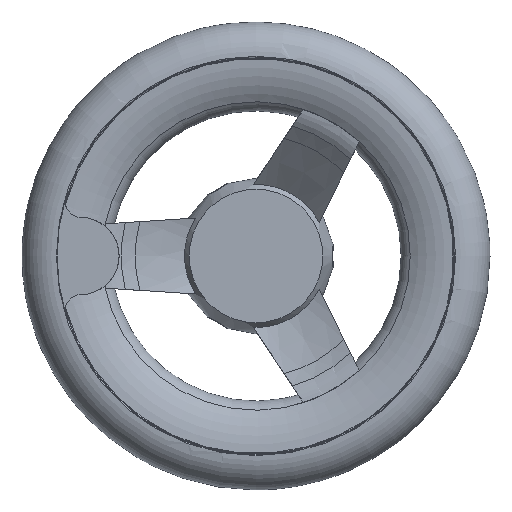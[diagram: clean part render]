
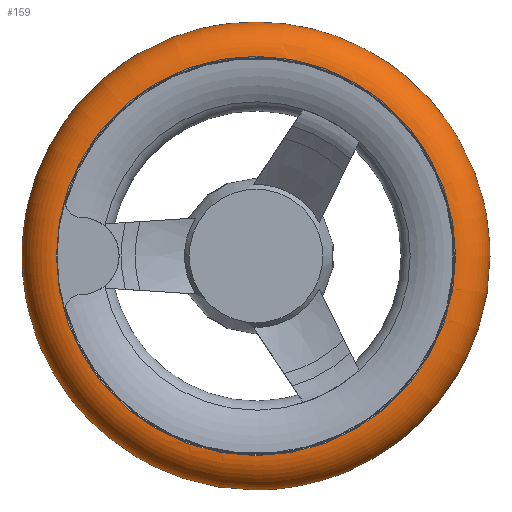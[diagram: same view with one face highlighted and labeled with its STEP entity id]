
A CAD part, left-side view. The second image highlights one B-rep face of the part: STEP entity #159.
In plain terms, the highlighted toroidal (fillet/blend) face has major radius 42.5 mm and minor radius 7.5 mm.
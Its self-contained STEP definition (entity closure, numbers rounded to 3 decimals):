
#159=ADVANCED_FACE('',(#258,#259),#202,.T.);
#202=TOROIDAL_SURFACE('',#900,42.5,7.5);
#258=FACE_BOUND('',#295,.T.);
#259=FACE_BOUND('',#296,.T.);
#295=EDGE_LOOP('',(#486));
#296=EDGE_LOOP('',(#487));
#374=B_SPLINE_CURVE_WITH_KNOTS('',3,(#1638,#1639,#1640,#1641,#1642,#1643,
#1644,#1645,#1646,#1647,#1648,#1649,#1650,#1651,#1652,#1653,#1654,#1655,
#1656,#1657,#1658,#1659,#1660,#1661,#1662,#1663,#1664,#1665,#1666,#1667,
#1668,#1669,#1670,#1671),.UNSPECIFIED.,.T.,.F.,(2,2,2,2,2,2,2,2,2,2,2,2,
2,2,2,2,2,2,2),(-0.063,0.,0.063,0.125,0.188,0.25,0.313,0.375,0.438,
0.5,0.563,0.625,0.688,0.75,0.813,0.875,0.938,1.,1.063),.UNSPECIFIED.);
#486=ORIENTED_EDGE('',*,*,#768,.T.);
#487=ORIENTED_EDGE('',*,*,#772,.F.);
#678=VERTEX_POINT('',#1619);
#681=VERTEX_POINT('',#1672);
#768=EDGE_CURVE('',#678,#678,#843,.T.);
#772=EDGE_CURVE('',#681,#681,#374,.T.);
#843=CIRCLE('',#895,42.647);
#895=AXIS2_PLACEMENT_3D('',#1618,#1022,#1023);
#900=AXIS2_PLACEMENT_3D('',#1691,#1032,#1033);
#1022=DIRECTION('',(1.,0.,0.));
#1023=DIRECTION('',(0.,0.,-1.));
#1032=DIRECTION('',(1.,0.,0.));
#1033=DIRECTION('',(0.,0.,-1.));
#1618=CARTESIAN_POINT('',(191.37,84.109,10.342));
#1619=CARTESIAN_POINT('',(191.37,84.109,-32.304));
#1638=CARTESIAN_POINT('',(206.368,41.609,15.906));
#1639=CARTESIAN_POINT('',(206.368,41.609,4.779));
#1640=CARTESIAN_POINT('',(206.368,42.715,-0.782));
#1641=CARTESIAN_POINT('',(206.368,46.973,-11.062));
#1642=CARTESIAN_POINT('',(206.368,50.123,-15.776));
#1643=CARTESIAN_POINT('',(206.368,57.991,-23.644));
#1644=CARTESIAN_POINT('',(206.368,62.705,-26.794));
#1645=CARTESIAN_POINT('',(206.368,72.985,-31.052));
#1646=CARTESIAN_POINT('',(206.368,78.546,-32.158));
#1647=CARTESIAN_POINT('',(206.368,89.672,-32.158));
#1648=CARTESIAN_POINT('',(206.368,95.233,-31.052));
#1649=CARTESIAN_POINT('',(206.368,105.513,-26.794));
#1650=CARTESIAN_POINT('',(206.368,110.227,-23.644));
#1651=CARTESIAN_POINT('',(206.368,118.095,-15.776));
#1652=CARTESIAN_POINT('',(206.368,121.245,-11.062));
#1653=CARTESIAN_POINT('',(206.368,125.503,-0.782));
#1654=CARTESIAN_POINT('',(206.368,126.609,4.779));
#1655=CARTESIAN_POINT('',(206.368,126.609,15.906));
#1656=CARTESIAN_POINT('',(206.368,125.503,21.467));
#1657=CARTESIAN_POINT('',(206.368,121.245,31.746));
#1658=CARTESIAN_POINT('',(206.368,118.095,36.461));
#1659=CARTESIAN_POINT('',(206.368,110.227,44.328));
#1660=CARTESIAN_POINT('',(206.368,105.513,47.478));
#1661=CARTESIAN_POINT('',(206.368,95.233,51.736));
#1662=CARTESIAN_POINT('',(206.368,89.672,52.842));
#1663=CARTESIAN_POINT('',(206.368,78.546,52.842));
#1664=CARTESIAN_POINT('',(206.368,72.985,51.736));
#1665=CARTESIAN_POINT('',(206.368,62.705,47.478));
#1666=CARTESIAN_POINT('',(206.368,57.991,44.328));
#1667=CARTESIAN_POINT('',(206.368,50.123,36.461));
#1668=CARTESIAN_POINT('',(206.368,46.973,31.746));
#1669=CARTESIAN_POINT('',(206.368,42.715,21.467));
#1670=CARTESIAN_POINT('',(206.368,41.609,15.906));
#1671=CARTESIAN_POINT('',(206.368,41.609,4.779));
#1672=CARTESIAN_POINT('',(206.368,41.609,10.342));
#1691=CARTESIAN_POINT('',(198.868,84.109,10.342));
